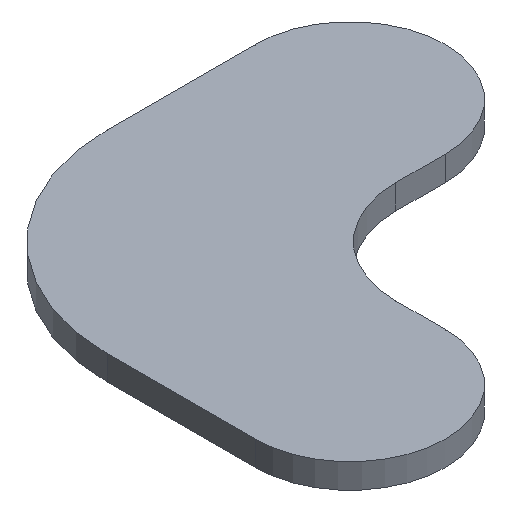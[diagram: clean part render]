
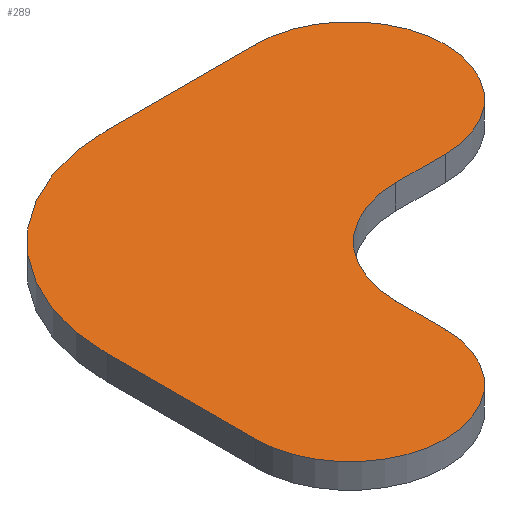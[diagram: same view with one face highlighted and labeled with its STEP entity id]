
A CAD part, isometric view. The second image highlights one B-rep face of the part: STEP entity #289.
In plain terms, the highlighted planar face has unit normal (0, 0, 1).
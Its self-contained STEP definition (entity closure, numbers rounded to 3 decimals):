
#24 = VERTEX_POINT('',#25);
#25 = CARTESIAN_POINT('',(-4.15,4.15,1.));
#31 = EDGE_CURVE('',#24,#32,#34,.T.);
#32 = VERTEX_POINT('',#33);
#33 = CARTESIAN_POINT('',(-8.3,0.,1.));
#34 = CIRCLE('',#35,4.15);
#35 = AXIS2_PLACEMENT_3D('',#36,#37,#38);
#36 = CARTESIAN_POINT('',(-4.15,0.,1.));
#37 = DIRECTION('',(0.,0.,1.));
#38 = DIRECTION('',(1.,0.,0.));
#64 = EDGE_CURVE('',#24,#65,#67,.T.);
#65 = VERTEX_POINT('',#66);
#66 = CARTESIAN_POINT('',(-2.15,4.15,1.));
#67 = LINE('',#68,#69);
#68 = CARTESIAN_POINT('',(-4.15,4.15,1.));
#69 = VECTOR('',#70,1.);
#70 = DIRECTION('',(1.,0.,0.));
#95 = EDGE_CURVE('',#65,#96,#98,.T.);
#96 = VERTEX_POINT('',#97);
#97 = CARTESIAN_POINT('',(-2.15,11.85,1.));
#98 = CIRCLE('',#99,3.85);
#99 = AXIS2_PLACEMENT_3D('',#100,#101,#102);
#100 = CARTESIAN_POINT('',(-2.15,8.,1.));
#101 = DIRECTION('',(0.,0.,1.));
#102 = DIRECTION('',(1.,0.,0.));
#128 = EDGE_CURVE('',#96,#129,#131,.T.);
#129 = VERTEX_POINT('',#130);
#130 = CARTESIAN_POINT('',(-8.15,11.85,1.));
#131 = LINE('',#132,#133);
#132 = CARTESIAN_POINT('',(-2.15,11.85,1.));
#133 = VECTOR('',#134,1.);
#134 = DIRECTION('',(-1.,0.,0.));
#159 = EDGE_CURVE('',#129,#160,#162,.T.);
#160 = VERTEX_POINT('',#161);
#161 = CARTESIAN_POINT('',(-16.,4.,1.));
#162 = CIRCLE('',#163,7.85);
#163 = AXIS2_PLACEMENT_3D('',#164,#165,#166);
#164 = CARTESIAN_POINT('',(-8.15,4.,1.));
#165 = DIRECTION('',(0.,0.,1.));
#166 = DIRECTION('',(1.,0.,0.));
#192 = EDGE_CURVE('',#160,#193,#195,.T.);
#193 = VERTEX_POINT('',#194);
#194 = CARTESIAN_POINT('',(-16.,-2.,1.));
#195 = LINE('',#196,#197);
#196 = CARTESIAN_POINT('',(-16.,4.,1.));
#197 = VECTOR('',#198,1.);
#198 = DIRECTION('',(0.,-1.,0.));
#223 = EDGE_CURVE('',#193,#224,#226,.T.);
#224 = VERTEX_POINT('',#225);
#225 = CARTESIAN_POINT('',(-8.3,-2.,1.));
#226 = CIRCLE('',#227,3.85);
#227 = AXIS2_PLACEMENT_3D('',#228,#229,#230);
#228 = CARTESIAN_POINT('',(-12.15,-2.,1.));
#229 = DIRECTION('',(0.,0.,1.));
#230 = DIRECTION('',(1.,0.,0.));
#256 = EDGE_CURVE('',#32,#224,#257,.T.);
#257 = LINE('',#258,#259);
#258 = CARTESIAN_POINT('',(-8.3,0.,1.));
#259 = VECTOR('',#260,1.);
#260 = DIRECTION('',(0.,-1.,0.));
#289 = ADVANCED_FACE('',(#290),#300,.T.);
#290 = FACE_BOUND('',#291,.T.);
#291 = EDGE_LOOP('',(#292,#293,#294,#295,#296,#297,#298,#299));
#292 = ORIENTED_EDGE('',*,*,#31,.F.);
#293 = ORIENTED_EDGE('',*,*,#64,.T.);
#294 = ORIENTED_EDGE('',*,*,#95,.T.);
#295 = ORIENTED_EDGE('',*,*,#128,.T.);
#296 = ORIENTED_EDGE('',*,*,#159,.T.);
#297 = ORIENTED_EDGE('',*,*,#192,.T.);
#298 = ORIENTED_EDGE('',*,*,#223,.T.);
#299 = ORIENTED_EDGE('',*,*,#256,.F.);
#300 = PLANE('',#301);
#301 = AXIS2_PLACEMENT_3D('',#302,#303,#304);
#302 = CARTESIAN_POINT('',(-8.514,4.364,1.));
#303 = DIRECTION('',(0.,0.,1.));
#304 = DIRECTION('',(1.,0.,0.));
